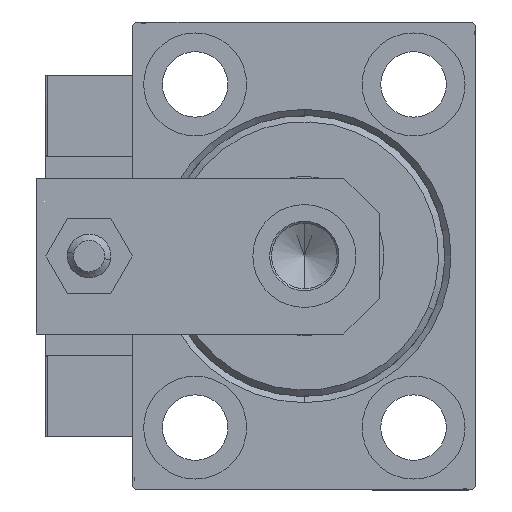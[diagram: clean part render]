
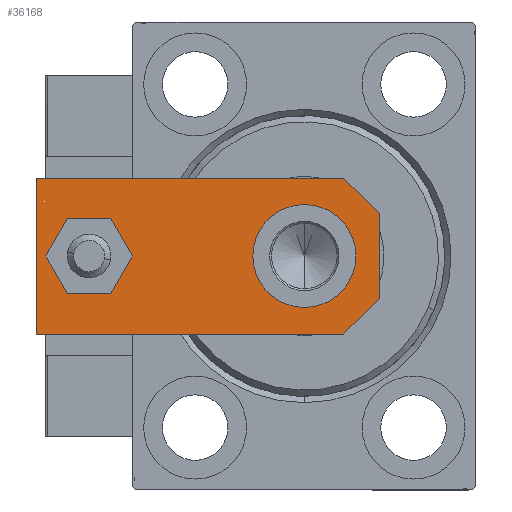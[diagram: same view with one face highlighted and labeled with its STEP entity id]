
A CAD part, left-side view. The second image highlights one B-rep face of the part: STEP entity #36168.
In plain terms, the highlighted face is planar.
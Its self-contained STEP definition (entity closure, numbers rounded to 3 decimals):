
#381 = EDGE_CURVE ( 'NONE', #13337, #19397, #5840, .T. ) ;
#1356 = DIRECTION ( 'NONE',  ( 0., 0., 1. ) ) ;
#1615 = CARTESIAN_POINT ( 'NONE',  ( 4., 46.5, 6. ) ) ;
#1891 = CARTESIAN_POINT ( 'NONE',  ( 0., 46.5, 6. ) ) ;
#1893 = VECTOR ( 'NONE', #16150, 1000. ) ;
#2023 = AXIS2_PLACEMENT_3D ( 'NONE', #44465, #25227, #4753 ) ;
#2146 = DIRECTION ( 'NONE',  ( 1., 0., 0. ) ) ;
#2409 = CARTESIAN_POINT ( 'NONE',  ( -8.25, 12., 6. ) ) ;
#3165 = FACE_OUTER_BOUND ( 'NONE', #30633, .T. ) ;
#3826 = EDGE_CURVE ( 'NONE', #18224, #41520, #38944, .T. ) ;
#4196 = ORIENTED_EDGE ( 'NONE', *, *, #30456, .F. ) ;
#4251 = AXIS2_PLACEMENT_3D ( 'NONE', #36458, #1356, #16990 ) ;
#4753 = DIRECTION ( 'NONE',  ( 1., 0., 0. ) ) ;
#4952 = ORIENTED_EDGE ( 'NONE', *, *, #381, .F. ) ;
#5534 = VECTOR ( 'NONE', #28684, 1000. ) ;
#5840 = CIRCLE ( 'NONE', #9926, 4. ) ;
#6255 = CARTESIAN_POINT ( 'NONE',  ( 0., 0., 6. ) ) ;
#6754 = CARTESIAN_POINT ( 'NONE',  ( -12.5, 55., 6. ) ) ;
#7647 = DIRECTION ( 'NONE',  ( 0.707, -0.707, 0. ) ) ;
#8475 = LINE ( 'NONE', #23613, #45924 ) ;
#8605 = DIRECTION ( 'NONE',  ( 0., 0., 1. ) ) ;
#8712 = CARTESIAN_POINT ( 'NONE',  ( 3.42, -3.42, 6. ) ) ;
#9268 = LINE ( 'NONE', #40544, #28205 ) ;
#9730 = ORIENTED_EDGE ( 'NONE', *, *, #28136, .T. ) ;
#9926 = AXIS2_PLACEMENT_3D ( 'NONE', #1891, #37245, #2146 ) ;
#13337 = VERTEX_POINT ( 'NONE', #27286 ) ;
#13678 = EDGE_LOOP ( 'NONE', ( #4952, #4196 ) ) ;
#14168 = DIRECTION ( 'NONE',  ( -1., 0., 0. ) ) ;
#14498 = CARTESIAN_POINT ( 'NONE',  ( 12.5, 55., 6. ) ) ;
#16150 = DIRECTION ( 'NONE',  ( 1., 0., 0. ) ) ;
#16165 = AXIS2_PLACEMENT_3D ( 'NONE', #17297, #8605, #44481 ) ;
#16990 = DIRECTION ( 'NONE',  ( 1., 0., 0. ) ) ;
#17297 = CARTESIAN_POINT ( 'NONE',  ( 0., 12., 6. ) ) ;
#17934 = EDGE_CURVE ( 'NONE', #35115, #45683, #38236, .T. ) ;
#18224 = VERTEX_POINT ( 'NONE', #43918 ) ;
#19397 = VERTEX_POINT ( 'NONE', #1615 ) ;
#20205 = EDGE_CURVE ( 'NONE', #47303, #45791, #22371, .T. ) ;
#20644 = VERTEX_POINT ( 'NONE', #45469 ) ;
#21039 = VECTOR ( 'NONE', #14168, 1000. ) ;
#21255 = LINE ( 'NONE', #8712, #5534 ) ;
#21962 = EDGE_CURVE ( 'NONE', #41520, #35072, #21255, .T. ) ;
#22371 = LINE ( 'NONE', #45699, #21039 ) ;
#23326 = ORIENTED_EDGE ( 'NONE', *, *, #21962, .T. ) ;
#23341 = DIRECTION ( 'NONE',  ( 0., -1., 0. ) ) ;
#23613 = CARTESIAN_POINT ( 'NONE',  ( 12.5, 0., 6. ) ) ;
#24194 = VECTOR ( 'NONE', #23341, 1000. ) ;
#24811 = ORIENTED_EDGE ( 'NONE', *, *, #17934, .F. ) ;
#25227 = DIRECTION ( 'NONE',  ( 0., 0., 1. ) ) ;
#25258 = ORIENTED_EDGE ( 'NONE', *, *, #3826, .T. ) ;
#25378 = ORIENTED_EDGE ( 'NONE', *, *, #41091, .T. ) ;
#25401 = CARTESIAN_POINT ( 'NONE',  ( 12.5, 5.66, 6. ) ) ;
#25731 = PLANE ( 'NONE',  #33949 ) ;
#26154 = LINE ( 'NONE', #46157, #24194 ) ;
#26347 = CIRCLE ( 'NONE', #4251, 4. ) ;
#27286 = CARTESIAN_POINT ( 'NONE',  ( -4., 46.5, 6. ) ) ;
#27700 = DIRECTION ( 'NONE',  ( 0., 1., 0. ) ) ;
#28136 = EDGE_CURVE ( 'NONE', #35072, #47303, #8475, .T. ) ;
#28205 = VECTOR ( 'NONE', #7647, 1000. ) ;
#28684 = DIRECTION ( 'NONE',  ( 0.707, 0.707, 0. ) ) ;
#30456 = EDGE_CURVE ( 'NONE', #19397, #13337, #26347, .T. ) ;
#30633 = EDGE_LOOP ( 'NONE', ( #25378, #34683, #25258, #23326, #9730, #48761 ) ) ;
#31520 = CIRCLE ( 'NONE', #2023, 8.25 ) ;
#32711 = CARTESIAN_POINT ( 'NONE',  ( 6.84, 0., 6. ) ) ;
#33949 = AXIS2_PLACEMENT_3D ( 'NONE', #6255, #50079, #37514 ) ;
#34414 = FACE_BOUND ( 'NONE', #40548, .T. ) ;
#34683 = ORIENTED_EDGE ( 'NONE', *, *, #36415, .T. ) ;
#35072 = VERTEX_POINT ( 'NONE', #25401 ) ;
#35115 = VERTEX_POINT ( 'NONE', #37941 ) ;
#36012 = EDGE_CURVE ( 'NONE', #45683, #35115, #31520, .T. ) ;
#36168 = ADVANCED_FACE ( 'NONE', ( #38268, #3165, #34414 ), #25731, .T. ) ;
#36415 = EDGE_CURVE ( 'NONE', #20644, #18224, #9268, .T. ) ;
#36458 = CARTESIAN_POINT ( 'NONE',  ( 0., 46.5, 6. ) ) ;
#37245 = DIRECTION ( 'NONE',  ( 0., 0., 1. ) ) ;
#37514 = DIRECTION ( 'NONE',  ( 1., 0., 0. ) ) ;
#37941 = CARTESIAN_POINT ( 'NONE',  ( 8.25, 12., 6. ) ) ;
#38236 = CIRCLE ( 'NONE', #16165, 8.25 ) ;
#38268 = FACE_BOUND ( 'NONE', #13678, .T. ) ;
#38944 = LINE ( 'NONE', #47168, #1893 ) ;
#40544 = CARTESIAN_POINT ( 'NONE',  ( -3.42, -3.42, 6. ) ) ;
#40548 = EDGE_LOOP ( 'NONE', ( #43359, #24811 ) ) ;
#41091 = EDGE_CURVE ( 'NONE', #45791, #20644, #26154, .T. ) ;
#41520 = VERTEX_POINT ( 'NONE', #32711 ) ;
#43359 = ORIENTED_EDGE ( 'NONE', *, *, #36012, .F. ) ;
#43918 = CARTESIAN_POINT ( 'NONE',  ( -6.84, 0., 6. ) ) ;
#44465 = CARTESIAN_POINT ( 'NONE',  ( 0., 12., 6. ) ) ;
#44481 = DIRECTION ( 'NONE',  ( 1., 0., 0. ) ) ;
#45469 = CARTESIAN_POINT ( 'NONE',  ( -12.5, 5.66, 6. ) ) ;
#45683 = VERTEX_POINT ( 'NONE', #2409 ) ;
#45699 = CARTESIAN_POINT ( 'NONE',  ( 12.5, 55., 6. ) ) ;
#45791 = VERTEX_POINT ( 'NONE', #6754 ) ;
#45924 = VECTOR ( 'NONE', #27700, 1000. ) ;
#46157 = CARTESIAN_POINT ( 'NONE',  ( -12.5, 55., 6. ) ) ;
#47168 = CARTESIAN_POINT ( 'NONE',  ( -12.5, 0., 6. ) ) ;
#47303 = VERTEX_POINT ( 'NONE', #14498 ) ;
#48761 = ORIENTED_EDGE ( 'NONE', *, *, #20205, .T. ) ;
#50079 = DIRECTION ( 'NONE',  ( 0., 0., 1. ) ) ;
